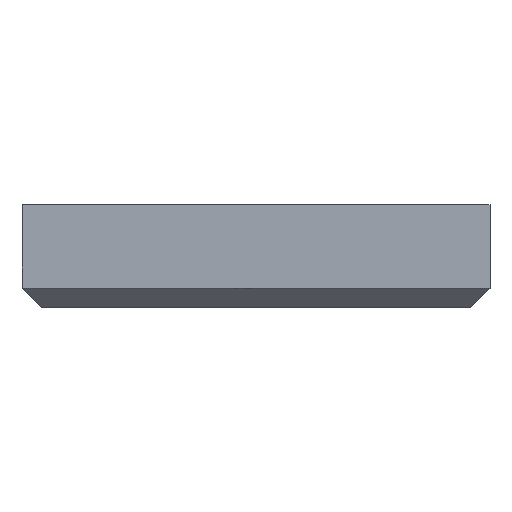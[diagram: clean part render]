
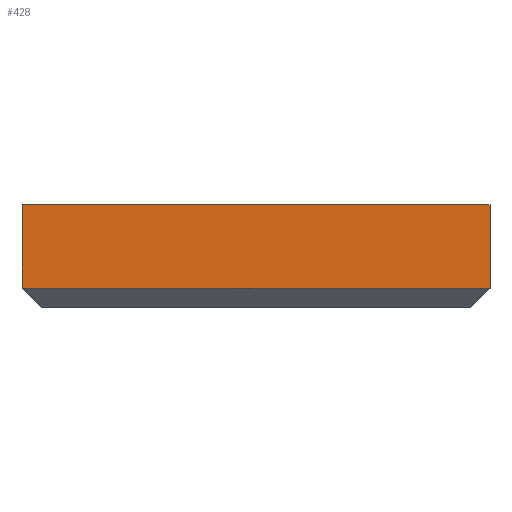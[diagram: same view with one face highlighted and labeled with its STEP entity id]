
A CAD part, front view. The second image highlights one B-rep face of the part: STEP entity #428.
In plain terms, the highlighted planar face has unit normal (0, -1, 0).
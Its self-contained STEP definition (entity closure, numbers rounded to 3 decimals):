
#6 = ORIENTED_EDGE ( 'NONE', *, *, #866, .T. ) ;
#10 = DIRECTION ( 'NONE',  ( 0., -1., 0. ) ) ;
#44 = VECTOR ( 'NONE', #576, 1000. ) ;
#46 = PLANE ( 'NONE',  #340 ) ;
#72 = LINE ( 'NONE', #729, #44 ) ;
#96 = VERTEX_POINT ( 'NONE', #1450 ) ;
#102 = CARTESIAN_POINT ( 'NONE',  ( -9.1, -9.1, -4. ) ) ;
#152 = DIRECTION ( 'NONE',  ( 0., 0., 1. ) ) ;
#245 = LINE ( 'NONE', #900, #365 ) ;
#253 = DIRECTION ( 'NONE',  ( -1., 0., 0. ) ) ;
#272 = FACE_OUTER_BOUND ( 'NONE', #627, .T. ) ;
#340 = AXIS2_PLACEMENT_3D ( 'NONE', #924, #10, #1325 ) ;
#348 = DIRECTION ( 'NONE',  ( 1., 0., 0. ) ) ;
#365 = VECTOR ( 'NONE', #348, 1000. ) ;
#378 = VERTEX_POINT ( 'NONE', #102 ) ;
#379 = ORIENTED_EDGE ( 'NONE', *, *, #699, .T. ) ;
#428 = ADVANCED_FACE ( 'NONE', ( #272 ), #46, .T. ) ;
#541 = VERTEX_POINT ( 'NONE', #942 ) ;
#576 = DIRECTION ( 'NONE',  ( 0., 0., 1. ) ) ;
#583 = EDGE_CURVE ( 'NONE', #541, #378, #72, .T. ) ;
#627 = EDGE_LOOP ( 'NONE', ( #6, #1412, #990, #379 ) ) ;
#699 = EDGE_CURVE ( 'NONE', #541, #1214, #245, .T. ) ;
#710 = EDGE_CURVE ( 'NONE', #96, #378, #1157, .T. ) ;
#729 = CARTESIAN_POINT ( 'NONE',  ( -9.1, -9.1, -6. ) ) ;
#866 = EDGE_CURVE ( 'NONE', #1214, #96, #1173, .T. ) ;
#900 = CARTESIAN_POINT ( 'NONE',  ( 9.1, -9.1, -7.25 ) ) ;
#924 = CARTESIAN_POINT ( 'NONE',  ( 9.1, -9.1, -6. ) ) ;
#942 = CARTESIAN_POINT ( 'NONE',  ( -9.1, -9.1, -7.25 ) ) ;
#990 = ORIENTED_EDGE ( 'NONE', *, *, #583, .F. ) ;
#997 = CARTESIAN_POINT ( 'NONE',  ( 9.1, -9.1, -4. ) ) ;
#1020 = VECTOR ( 'NONE', #152, 1000. ) ;
#1127 = VECTOR ( 'NONE', #253, 1000. ) ;
#1157 = LINE ( 'NONE', #997, #1127 ) ;
#1173 = LINE ( 'NONE', #1299, #1020 ) ;
#1214 = VERTEX_POINT ( 'NONE', #1420 ) ;
#1299 = CARTESIAN_POINT ( 'NONE',  ( 9.1, -9.1, -6. ) ) ;
#1325 = DIRECTION ( 'NONE',  ( 1., 0., 0. ) ) ;
#1412 = ORIENTED_EDGE ( 'NONE', *, *, #710, .T. ) ;
#1420 = CARTESIAN_POINT ( 'NONE',  ( 9.1, -9.1, -7.25 ) ) ;
#1450 = CARTESIAN_POINT ( 'NONE',  ( 9.1, -9.1, -4. ) ) ;
